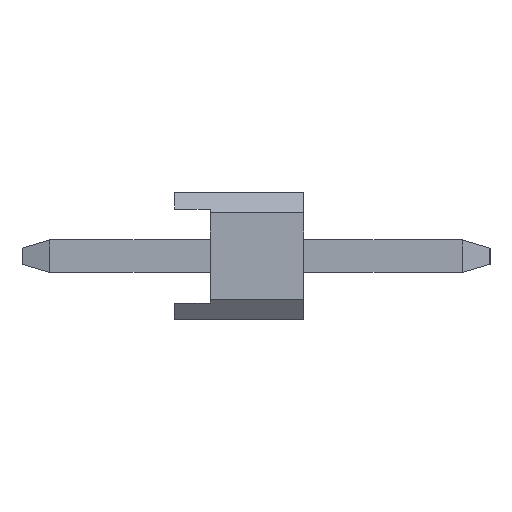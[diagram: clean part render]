
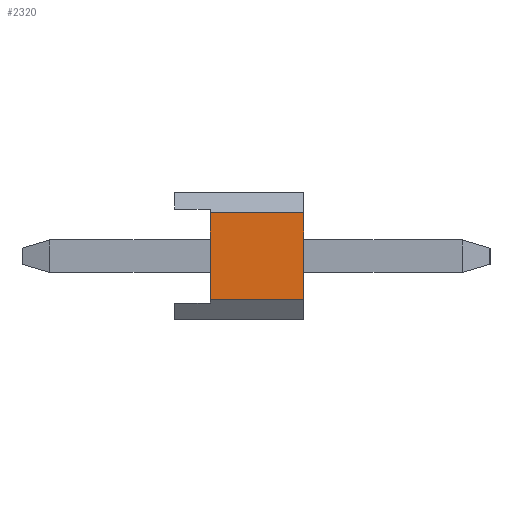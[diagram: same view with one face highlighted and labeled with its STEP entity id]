
A CAD part, left-side view. The second image highlights one B-rep face of the part: STEP entity #2320.
In plain terms, the highlighted planar face has unit normal (-1, 0, 0).
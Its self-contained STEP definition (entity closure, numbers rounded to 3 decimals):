
#1952=EDGE_CURVE('',#4882,#2556,#5362,.T.);
#2226=EDGE_CURVE('',#2556,#3044,#5663,.T.);
#2320=ADVANCED_FACE('',(#5764),#5765,.T.);
#2556=VERTEX_POINT('',#6019);
#3044=VERTEX_POINT('',#6558);
#3212=EDGE_CURVE('',#3044,#4266,#6746,.T.);
#4266=VERTEX_POINT('',#7906);
#4882=VERTEX_POINT('',#8602);
#4942=EDGE_CURVE('',#4882,#4266,#8665,.T.);
#5362=LINE('',#9206,#9207);
#5663=LINE('',#9651,#9652);
#5764=FACE_OUTER_BOUND('',#9803,.T.);
#5765=PLANE('',#9804);
#6019=CARTESIAN_POINT('',(-13.87,-0.7,-0.851));
#6558=CARTESIAN_POINT('',(-13.87,-2.54,-0.851));
#6746=LINE('',#11212,#11213);
#7906=CARTESIAN_POINT('',(-13.87,-2.54,0.851));
#8602=CARTESIAN_POINT('',(-13.87,-0.7,0.851));
#8665=LINE('',#13981,#13982);
#9206=CARTESIAN_POINT('',(-13.87,-0.7,-0.426));
#9207=VECTOR('',#14466,1.0);
#9651=CARTESIAN_POINT('',(-13.87,0.,-0.851));
#9652=VECTOR('',#14766,1.0);
#9803=EDGE_LOOP('',(#14851,#14852,#14853,#14854));
#9804=AXIS2_PLACEMENT_3D('',#14855,#14856,#14857);
#11212=CARTESIAN_POINT('',(-13.87,-2.54,0.851));
#11213=VECTOR('',#15801,1.0);
#13981=CARTESIAN_POINT('',(-13.87,0.,0.851));
#13982=VECTOR('',#17858,1.0);
#14466=DIRECTION('',(0.0,0.,-1.0));
#14766=DIRECTION('',(0.0,-1.0,0.));
#14851=ORIENTED_EDGE('',*,*,#1952,.T.);
#14852=ORIENTED_EDGE('',*,*,#2226,.T.);
#14853=ORIENTED_EDGE('',*,*,#3212,.T.);
#14854=ORIENTED_EDGE('',*,*,#4942,.F.);
#14855=CARTESIAN_POINT('',(-13.87,0.,-0.851));
#14856=DIRECTION('',(-1.0,0.0,0.0));
#14857=DIRECTION('',(0.0,0.,-1.0));
#15801=DIRECTION('',(0.0,0.,1.0));
#17858=DIRECTION('',(0.0,-1.0,0.));
